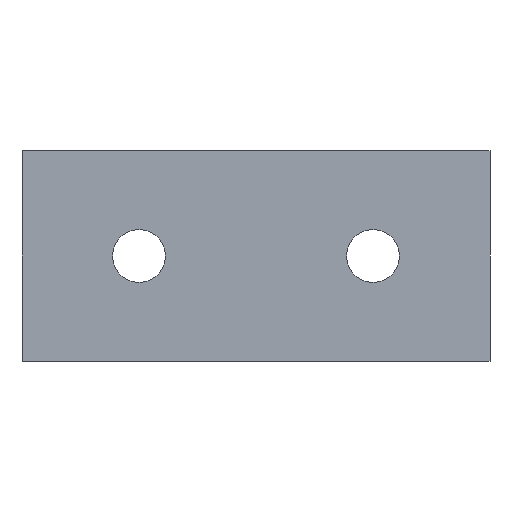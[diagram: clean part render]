
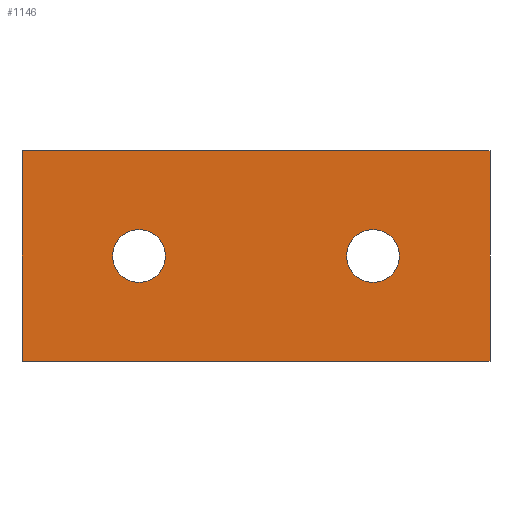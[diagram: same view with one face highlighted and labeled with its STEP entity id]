
A CAD part, left-side view. The second image highlights one B-rep face of the part: STEP entity #1146.
In plain terms, the highlighted planar face has unit normal (-1, 0, 0).
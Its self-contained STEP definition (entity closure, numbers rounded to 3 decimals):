
#3 = EDGE_CURVE ( 'NONE', #1121, #984, #865, .T. ) ;
#12 = AXIS2_PLACEMENT_3D ( 'NONE', #1170, #341, #827 ) ;
#25 = EDGE_CURVE ( 'NONE', #984, #87, #109, .T. ) ;
#33 = DIRECTION ( 'NONE',  ( 0., 1., 0. ) ) ;
#51 = LINE ( 'NONE', #513, #535 ) ;
#59 = ORIENTED_EDGE ( 'NONE', *, *, #312, .F. ) ;
#60 = DIRECTION ( 'NONE',  ( 0., 0., 1. ) ) ;
#77 = VECTOR ( 'NONE', #372, 1000. ) ;
#87 = VERTEX_POINT ( 'NONE', #485 ) ;
#109 = LINE ( 'NONE', #203, #844 ) ;
#139 = CIRCLE ( 'NONE', #278, 4.5 ) ;
#193 = CARTESIAN_POINT ( 'NONE',  ( -40., -20., 13.5 ) ) ;
#203 = CARTESIAN_POINT ( 'NONE',  ( -40., -40., 36. ) ) ;
#207 = DIRECTION ( 'NONE',  ( 0., 0., -1. ) ) ;
#218 = VECTOR ( 'NONE', #517, 1000. ) ;
#240 = FACE_BOUND ( 'NONE', #805, .T. ) ;
#259 = DIRECTION ( 'NONE',  ( 0., 0., 1. ) ) ;
#278 = AXIS2_PLACEMENT_3D ( 'NONE', #894, #806, #60 ) ;
#290 = EDGE_CURVE ( 'NONE', #743, #887, #728, .T. ) ;
#299 = AXIS2_PLACEMENT_3D ( 'NONE', #886, #608, #33 ) ;
#312 = EDGE_CURVE ( 'NONE', #887, #743, #357, .T. ) ;
#341 = DIRECTION ( 'NONE',  ( -1., 0., 0. ) ) ;
#357 = CIRCLE ( 'NONE', #12, 4.5 ) ;
#360 = AXIS2_PLACEMENT_3D ( 'NONE', #706, #1064, #618 ) ;
#372 = DIRECTION ( 'NONE',  ( 0., -1., 0. ) ) ;
#418 = CARTESIAN_POINT ( 'NONE',  ( -40., 40., 36. ) ) ;
#461 = EDGE_LOOP ( 'NONE', ( #1051, #59 ) ) ;
#485 = CARTESIAN_POINT ( 'NONE',  ( -40., -40., 0. ) ) ;
#513 = CARTESIAN_POINT ( 'NONE',  ( -40., 40., 0. ) ) ;
#517 = DIRECTION ( 'NONE',  ( 0., 0., -1. ) ) ;
#528 = VERTEX_POINT ( 'NONE', #193 ) ;
#535 = VECTOR ( 'NONE', #1061, 1000. ) ;
#537 = EDGE_CURVE ( 'NONE', #1121, #635, #1151, .T. ) ;
#575 = ORIENTED_EDGE ( 'NONE', *, *, #1134, .T. ) ;
#579 = EDGE_LOOP ( 'NONE', ( #575, #747, #698, #968 ) ) ;
#598 = CARTESIAN_POINT ( 'NONE',  ( -40., 40., 36. ) ) ;
#608 = DIRECTION ( 'NONE',  ( 1., 0., 0. ) ) ;
#616 = ORIENTED_EDGE ( 'NONE', *, *, #1117, .F. ) ;
#618 = DIRECTION ( 'NONE',  ( 0., 0., 1. ) ) ;
#635 = VERTEX_POINT ( 'NONE', #876 ) ;
#641 = CARTESIAN_POINT ( 'NONE',  ( -40., 20., 13.5 ) ) ;
#659 = CARTESIAN_POINT ( 'NONE',  ( -40., 40., 36. ) ) ;
#698 = ORIENTED_EDGE ( 'NONE', *, *, #3, .F. ) ;
#703 = FACE_OUTER_BOUND ( 'NONE', #579, .T. ) ;
#704 = VERTEX_POINT ( 'NONE', #1091 ) ;
#706 = CARTESIAN_POINT ( 'NONE',  ( -40., -20., 18. ) ) ;
#728 = CIRCLE ( 'NONE', #766, 4.5 ) ;
#743 = VERTEX_POINT ( 'NONE', #998 ) ;
#747 = ORIENTED_EDGE ( 'NONE', *, *, #25, .F. ) ;
#766 = AXIS2_PLACEMENT_3D ( 'NONE', #810, #999, #259 ) ;
#805 = EDGE_LOOP ( 'NONE', ( #1013, #616 ) ) ;
#806 = DIRECTION ( 'NONE',  ( -1., 0., 0. ) ) ;
#810 = CARTESIAN_POINT ( 'NONE',  ( -40., 20., 18. ) ) ;
#827 = DIRECTION ( 'NONE',  ( 0., 0., 1. ) ) ;
#844 = VECTOR ( 'NONE', #207, 1000. ) ;
#865 = LINE ( 'NONE', #659, #77 ) ;
#876 = CARTESIAN_POINT ( 'NONE',  ( -40., 40., 0. ) ) ;
#886 = CARTESIAN_POINT ( 'NONE',  ( -40., 40., 36. ) ) ;
#887 = VERTEX_POINT ( 'NONE', #641 ) ;
#894 = CARTESIAN_POINT ( 'NONE',  ( -40., -20., 18. ) ) ;
#968 = ORIENTED_EDGE ( 'NONE', *, *, #537, .T. ) ;
#974 = FACE_BOUND ( 'NONE', #461, .T. ) ;
#984 = VERTEX_POINT ( 'NONE', #1038 ) ;
#998 = CARTESIAN_POINT ( 'NONE',  ( -40., 20., 22.5 ) ) ;
#999 = DIRECTION ( 'NONE',  ( -1., 0., 0. ) ) ;
#1013 = ORIENTED_EDGE ( 'NONE', *, *, #1055, .F. ) ;
#1038 = CARTESIAN_POINT ( 'NONE',  ( -40., -40., 36. ) ) ;
#1051 = ORIENTED_EDGE ( 'NONE', *, *, #290, .F. ) ;
#1055 = EDGE_CURVE ( 'NONE', #704, #528, #139, .T. ) ;
#1061 = DIRECTION ( 'NONE',  ( 0., -1., 0. ) ) ;
#1064 = DIRECTION ( 'NONE',  ( -1., 0., 0. ) ) ;
#1089 = CIRCLE ( 'NONE', #360, 4.5 ) ;
#1091 = CARTESIAN_POINT ( 'NONE',  ( -40., -20., 22.5 ) ) ;
#1117 = EDGE_CURVE ( 'NONE', #528, #704, #1089, .T. ) ;
#1121 = VERTEX_POINT ( 'NONE', #598 ) ;
#1134 = EDGE_CURVE ( 'NONE', #635, #87, #51, .T. ) ;
#1142 = PLANE ( 'NONE',  #299 ) ;
#1146 = ADVANCED_FACE ( 'NONE', ( #240, #974, #703 ), #1142, .F. ) ;
#1151 = LINE ( 'NONE', #418, #218 ) ;
#1170 = CARTESIAN_POINT ( 'NONE',  ( -40., 20., 18. ) ) ;
